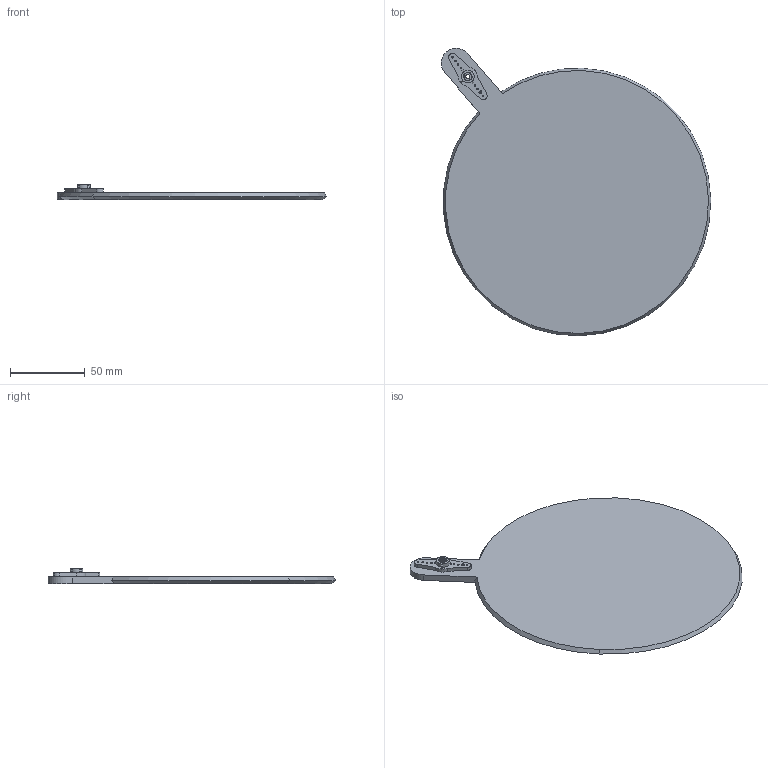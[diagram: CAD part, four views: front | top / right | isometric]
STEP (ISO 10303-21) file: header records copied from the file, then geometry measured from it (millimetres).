
FILE_DESCRIPTION (( 'STEP AP203' ), '1' );
FILE_NAME ('tubedisc.STEP', '2020-02-27T17:11:18', ( '' ), ( '' ), 'SwSTEP 2.0', 'SolidWorks 2019', '' );
FILE_SCHEMA (( 'CONFIG_CONTROL_DESIGN' ));
Length unit declared in the file: millimetre
Products named in the file (8): TOWER PRO MG-995, ANALOG SERVO, HORN.STEP; tubedisc.STEP; ball placing plate.STEP; tubedisc; screw of 1mm for servo horn.STEP
Assembly tree (4 placements, depth 3):
  ball placing plate.STEP
  tubedisc
    tubedisc.STEP
      ball placing plate.STEP
      TOWER PRO MG-995, ANALOG SERVO, HORN.STEP
      screw of 1mm for servo horn.STEP
  screw of 1mm for servo horn.STEP
  TOWER PRO MG-995, ANALOG SERVO, HORN.STEP
Bounding box: 180.83 x 192.95 x 10.25 mm (x, y, z)
Volume: 115789.6 mm3; surface area: 55152.2 mm2
Topology: 3 solids, 3 shells, 224 faces, 631 edges, 417 vertices
Faces by surface type: cylinder 114, plane 95, cone 8, torus 4, bspline 3
Entity records: 10291 total; most frequent: CARTESIAN_POINT 3806, ORIENTED_EDGE 1258, DIRECTION 1165, EDGE_CURVE 629, VERTEX_POINT 417, AXIS2_PLACEMENT_3D 406, LINE 353, VECTOR 353
